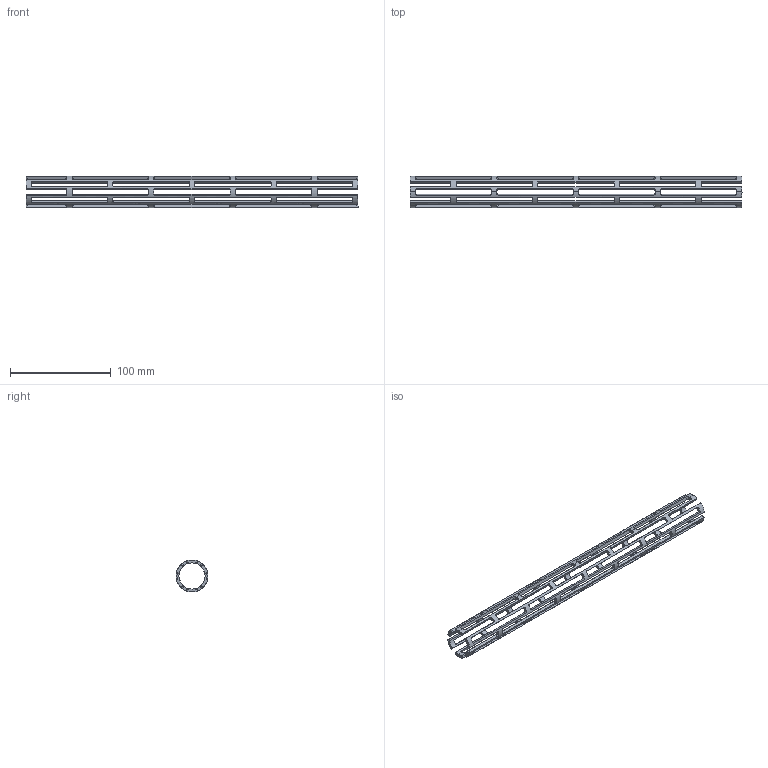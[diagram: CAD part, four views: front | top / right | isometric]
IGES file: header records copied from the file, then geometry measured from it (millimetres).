
Start section:  PTC IGES file: final_stent_3d.igs
Global section: file name: final_stent_3d.igs; native system: Pro/ENGINEER by Parametric Technology Corporation; preprocessor: 2005290; author: paterriault; organization: Unknown; date: 070614.102435; units: inch
Bounding box: 330.2 x 31.72 x 31.75 mm (x, y, z)
Surface area: 42191 mm2 (no closed solid volume)
Topology: 0 solids, 0 shells, 436 faces, 2712 edges, 2712 vertices
Faces by surface type: bspline 432, revolution 4
